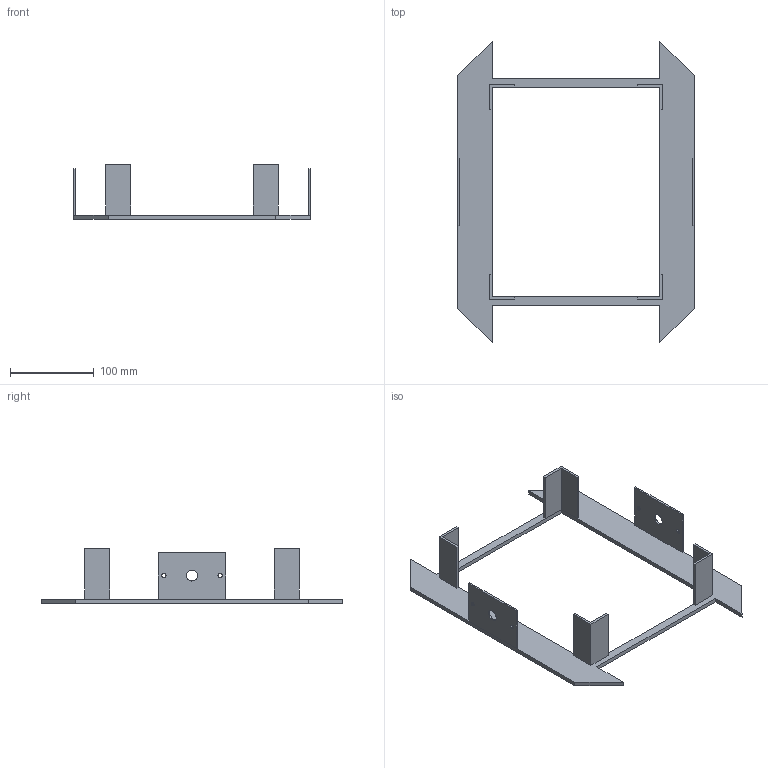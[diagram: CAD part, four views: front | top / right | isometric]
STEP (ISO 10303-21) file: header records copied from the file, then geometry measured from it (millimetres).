
FILE_DESCRIPTION(('FreeCAD Model'),'2;1');
FILE_NAME('frame_base_1.step','2015-06-21T20:39:10',('Author'),(''), 'Open CASCADE STEP processor 6.8','FreeCAD','Unknown');
FILE_SCHEMA(('AUTOMOTIVE_DESIGN_CC2 { 1 2 10303 214 -1 1 5 4 }'));
Length unit declared in the file: millimetre
Products named in the file (1): frame
Bounding box: 282 x 360 x 65 mm (x, y, z)
Volume: 208742 mm3; surface area: 118096.7 mm2
Topology: 1 solids, 1 shells, 62 faces, 164 edges, 104 vertices
Faces by surface type: plane 56, cylinder 6
Full cylindrical faces by diameter (mm): 5 x4, 13 x2
Entity records: 4055 total; most frequent: CARTESIAN_POINT 711, DIRECTION 608, LINE 452, VECTOR 452, ORIENTED_EDGE 328, PCURVE 328, DEFINITIONAL_REPRESENTATION 328, EDGE_CURVE 164
